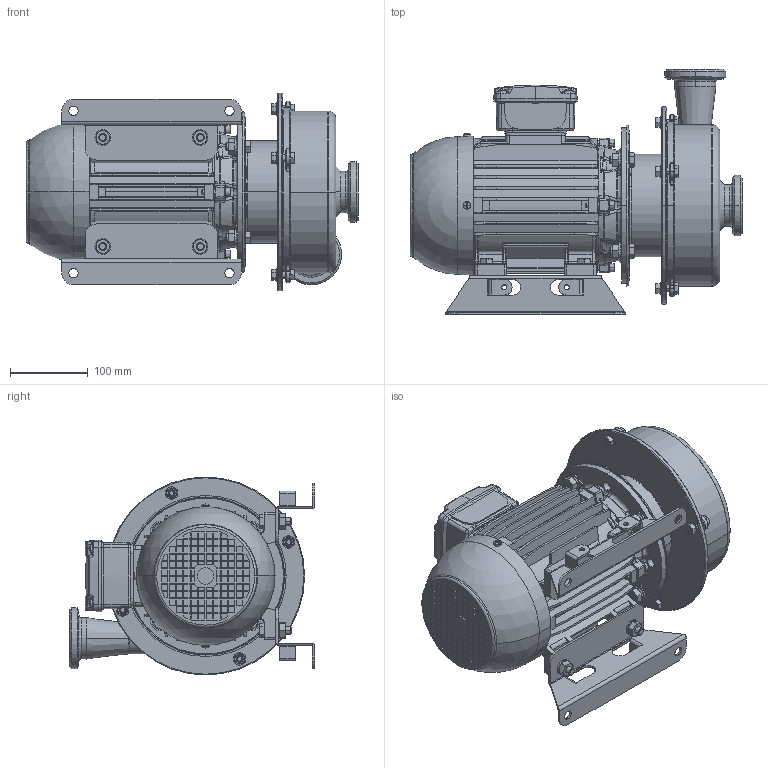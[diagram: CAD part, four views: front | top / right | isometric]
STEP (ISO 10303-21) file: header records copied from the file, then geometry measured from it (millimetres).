
FILE_DESCRIPTION (( 'STEP AP203' ), '1' );
FILE_NAME ('Ýëåêòðîíàñîñíûé àãðåãàò ÎÍÖ 20_20Ê5_3,0_2.STEP', '2016-07-10T22:07:35', ( '' ), ( '' ), 'SwSTEP 2.0', 'SolidWorks 2015', '' );
FILE_SCHEMA (( 'CONFIG_CONTROL_DESIGN' ));
Length unit declared in the file: millimetre
Products named in the file (17): 90L_TOP; Ôëàíåö ôîíàðÿ 20_20; Ýëåêòðîíàñîñíûé àãðåãàò ÎÍÖ 20_20Ê5_3,0_2; 扻錪犩 20_20; Áîëò Ì10; Êàñòðþëÿ (2) 20_20; ﾘ琺矜; Îòâîä 20_20; Ãàéêà; 砐鳱鍱 20_20 (Dy50); ﾘ琺矜 ﾌ8; Êàñòðþëÿ (1) 20_20; Ãàéêà Ì8; 冓憵 20_20; Áîëò Ì8; Áîëò Ì10 (äë); 婜縺蹞 20_20
Assembly tree (47 placements, depth 2):
  Ýëåêòðîíàñîñíûé àãðåãàò ÎÍÖ 20_20Ê5_3,0_2
    Áîëò Ì10  x4
    ﾘ琺矜  x8
    Ãàéêà  x8
    ﾘ琺矜 ﾌ8  x4
    Ãàéêà Ì8  x4
    Áîëò Ì8  x4
    婜縺蹞 20_20
    Ôëàíåö ôîíàðÿ 20_20
    扻錪犩 20_20
    Êàñòðþëÿ (2) 20_20
    Îòâîä 20_20
    砐鳱鍱 20_20 (Dy50)  x2
    Êàñòðþëÿ (1) 20_20
    冓憵 20_20  x2
    Áîëò Ì10 (äë)  x4
    90L_TOP
Bounding box: 426 x 315 x 254 mm (x, y, z)
Volume: 7219974.5 mm3; surface area: 948645.6 mm2
Topology: 52 solids, 53 shells, 3040 faces, 7371 edges, 4618 vertices
Faces by surface type: plane 1508, cylinder 612, cone 499, torus 205, bspline 186, sphere 30
Entity records: 81671 total; most frequent: CARTESIAN_POINT 21899, ORIENTED_EDGE 12098, DIRECTION 11598, EDGE_CURVE 6049, AXIS2_PLACEMENT_3D 4065, VERTEX_POINT 3836, LINE 3468, VECTOR 3468
